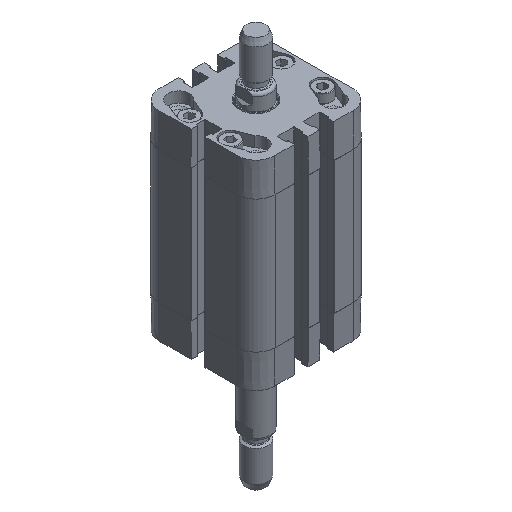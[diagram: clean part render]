
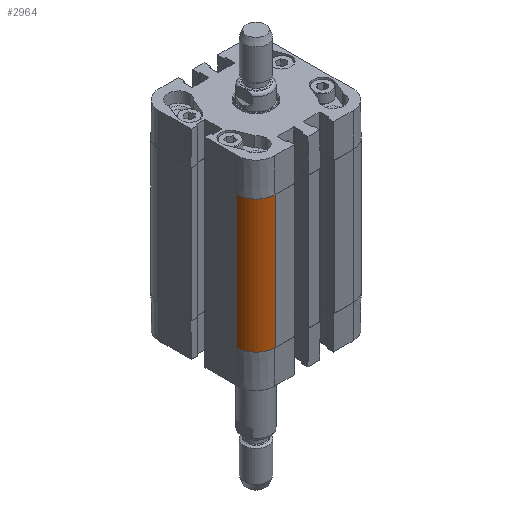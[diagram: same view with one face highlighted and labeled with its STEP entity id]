
A CAD part, isometric view. The second image highlights one B-rep face of the part: STEP entity #2964.
In plain terms, the highlighted cylindrical face has radius 8 mm (diameter 16 mm), a partial arc.
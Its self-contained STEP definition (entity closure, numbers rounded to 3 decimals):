
#469=CARTESIAN_POINT('',(16.5,24.5,0.0));
#470=VERTEX_POINT('',#469);
#477=CARTESIAN_POINT('',(24.5,16.5,0.0));
#478=VERTEX_POINT('',#477);
#479=CARTESIAN_POINT('',(16.5,16.5,0.0));
#480=DIRECTION('',(0.0,0.0,-1.0));
#481=DIRECTION('',(-1.0,0.0,0.0));
#482=AXIS2_PLACEMENT_3D('',#479,#480,#481);
#483=CIRCLE('',#482,8.);
#484=EDGE_CURVE('',#470,#478,#483,.T.);
#1126=CARTESIAN_POINT('',(24.5,16.5,55.8));
#1127=VERTEX_POINT('',#1126);
#1128=CARTESIAN_POINT('',(24.5,16.5,0.0));
#1129=DIRECTION('',(0.0,0.0,1.0));
#1130=VECTOR('',#1129,55.8);
#1131=LINE('',#1128,#1130);
#1132=EDGE_CURVE('',#478,#1127,#1131,.T.);
#2167=CARTESIAN_POINT('',(16.5,24.5,55.8));
#2168=VERTEX_POINT('',#2167);
#2175=CARTESIAN_POINT('',(16.5,24.5,0.0));
#2176=DIRECTION('',(0.0,0.0,1.0));
#2177=VECTOR('',#2176,55.8);
#2178=LINE('',#2175,#2177);
#2179=EDGE_CURVE('',#470,#2168,#2178,.T.);
#2947=CARTESIAN_POINT('',(16.5,16.5,0.0));
#2948=DIRECTION('',(0.0,0.0,1.0));
#2949=DIRECTION('',(-1.0,0.0,0.0));
#2950=AXIS2_PLACEMENT_3D('',#2947,#2948,#2949);
#2951=CYLINDRICAL_SURFACE('',#2950,8.);
#2952=CARTESIAN_POINT('',(16.5,16.5,55.8));
#2953=DIRECTION('',(0.0,0.0,-1.0));
#2954=DIRECTION('',(-1.0,0.0,0.0));
#2955=AXIS2_PLACEMENT_3D('',#2952,#2953,#2954);
#2956=CIRCLE('',#2955,8.);
#2957=EDGE_CURVE('',#2168,#1127,#2956,.T.);
#2958=ORIENTED_EDGE('',*,*,#2957,.T.);
#2959=ORIENTED_EDGE('',*,*,#1132,.F.);
#2960=ORIENTED_EDGE('',*,*,#484,.F.);
#2961=ORIENTED_EDGE('',*,*,#2179,.T.);
#2962=EDGE_LOOP('',(#2958,#2959,#2960,#2961));
#2963=FACE_OUTER_BOUND('',#2962,.T.);
#2964=ADVANCED_FACE('',(#2963),#2951,.T.);
